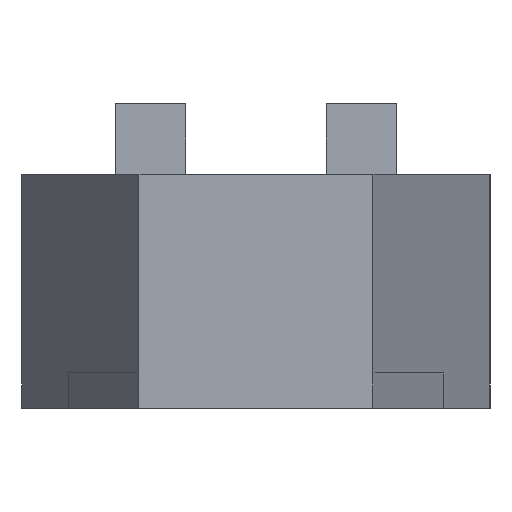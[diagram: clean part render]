
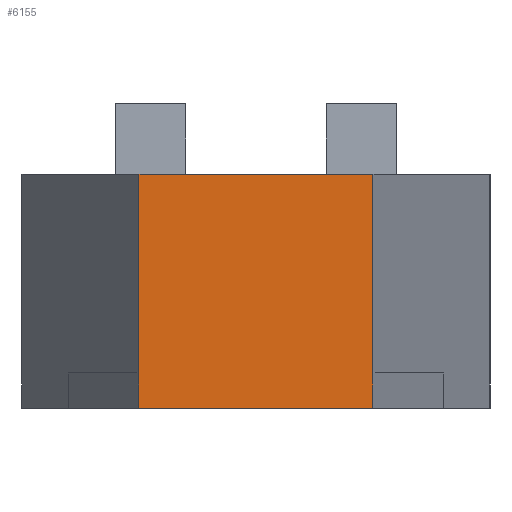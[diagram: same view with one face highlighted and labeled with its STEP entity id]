
A CAD part, left-side view. The second image highlights one B-rep face of the part: STEP entity #6155.
In plain terms, the highlighted planar face has unit normal (-1, 0, 0).
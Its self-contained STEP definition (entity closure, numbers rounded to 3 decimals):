
#1056 = VECTOR ( 'NONE', #10858, 1000. ) ;
#1237 = DIRECTION ( 'NONE',  ( 0., -1., 0. ) ) ;
#2057 = DIRECTION ( 'NONE',  ( 0., 0., -1. ) ) ;
#2160 = VECTOR ( 'NONE', #5740, 1000. ) ;
#2303 = VERTEX_POINT ( 'NONE', #9677 ) ;
#2603 = EDGE_CURVE ( 'NONE', #9527, #7247, #2998, .T. ) ;
#2749 = AXIS2_PLACEMENT_3D ( 'NONE', #9760, #4607, #2057 ) ;
#2772 = ORIENTED_EDGE ( 'NONE', *, *, #2603, .T. ) ;
#2998 = LINE ( 'NONE', #9982, #2160 ) ;
#3122 = EDGE_CURVE ( 'NONE', #9527, #2303, #10406, .T. ) ;
#3588 = EDGE_LOOP ( 'NONE', ( #8815, #9962, #10534, #2772 ) ) ;
#3768 = CARTESIAN_POINT ( 'NONE',  ( -597., 102.5, 0. ) ) ;
#4103 = CARTESIAN_POINT ( 'NONE',  ( -597., 97.5, 5. ) ) ;
#4399 = EDGE_CURVE ( 'NONE', #7247, #8218, #8884, .T. ) ;
#4607 = DIRECTION ( 'NONE',  ( 1., 0., 0. ) ) ;
#4832 = VECTOR ( 'NONE', #4989, 1000. ) ;
#4857 = CARTESIAN_POINT ( 'NONE',  ( -597., 102.5, 5. ) ) ;
#4989 = DIRECTION ( 'NONE',  ( 0., 0., -1. ) ) ;
#5443 = PLANE ( 'NONE',  #2749 ) ;
#5740 = DIRECTION ( 'NONE',  ( 0., 0., -1. ) ) ;
#5833 = CARTESIAN_POINT ( 'NONE',  ( -597., 102.5, 5. ) ) ;
#6155 = ADVANCED_FACE ( 'NONE', ( #10314 ), #5443, .F. ) ;
#6464 = CARTESIAN_POINT ( 'NONE',  ( -597., 102.5, 0. ) ) ;
#6603 = CARTESIAN_POINT ( 'NONE',  ( -597., 97.5, 0. ) ) ;
#7247 = VERTEX_POINT ( 'NONE', #3768 ) ;
#8218 = VERTEX_POINT ( 'NONE', #6603 ) ;
#8605 = LINE ( 'NONE', #4103, #4832 ) ;
#8815 = ORIENTED_EDGE ( 'NONE', *, *, #4399, .T. ) ;
#8884 = LINE ( 'NONE', #6464, #10354 ) ;
#9527 = VERTEX_POINT ( 'NONE', #5833 ) ;
#9677 = CARTESIAN_POINT ( 'NONE',  ( -597., 97.5, 5. ) ) ;
#9760 = CARTESIAN_POINT ( 'NONE',  ( -597., 102.5, 5. ) ) ;
#9962 = ORIENTED_EDGE ( 'NONE', *, *, #10278, .F. ) ;
#9982 = CARTESIAN_POINT ( 'NONE',  ( -597., 102.5, 5. ) ) ;
#10278 = EDGE_CURVE ( 'NONE', #2303, #8218, #8605, .T. ) ;
#10314 = FACE_OUTER_BOUND ( 'NONE', #3588, .T. ) ;
#10354 = VECTOR ( 'NONE', #1237, 1000. ) ;
#10406 = LINE ( 'NONE', #4857, #1056 ) ;
#10534 = ORIENTED_EDGE ( 'NONE', *, *, #3122, .F. ) ;
#10858 = DIRECTION ( 'NONE',  ( 0., -1., 0. ) ) ;
